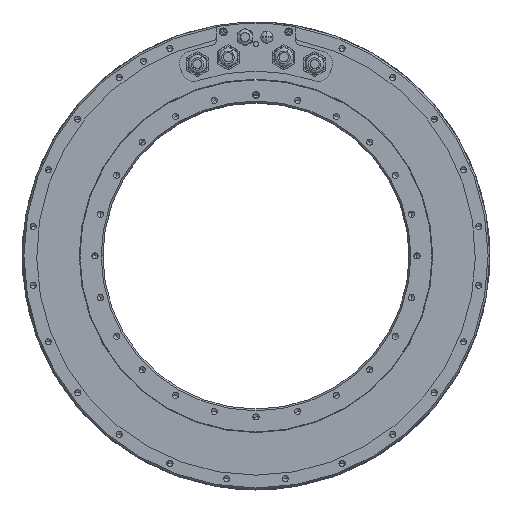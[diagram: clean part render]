
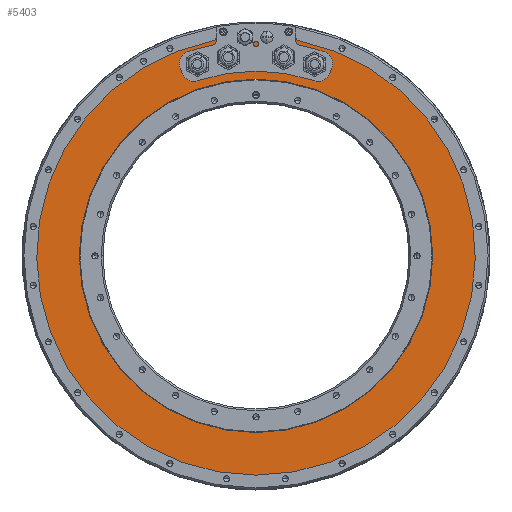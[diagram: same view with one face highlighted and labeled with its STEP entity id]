
A CAD part, top view. The second image highlights one B-rep face of the part: STEP entity #5403.
In plain terms, the highlighted planar face has unit normal (0, 0, 1).
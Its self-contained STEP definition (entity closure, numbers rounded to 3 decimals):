
#1503=CARTESIAN_POINT('',(36.25,180.394,-0.15));
#1504=DIRECTION('',(0.,0.,-1.));
#1505=DIRECTION('',(-0.197,-0.98,0.));
#1506=AXIS2_PLACEMENT_3D('',#1503,#1504,#1505);
#1512=CARTESIAN_POINT('',(0.,0.,-0.15));
#1513=DIRECTION('',(0.,0.,1.));
#1514=DIRECTION('',(0.182,0.983,0.));
#1515=AXIS2_PLACEMENT_3D('',#1512,#1513,#1514);
#1526=CARTESIAN_POINT('',(0.,0.,-0.15));
#1527=DIRECTION('',(0.,0.,1.));
#1528=DIRECTION('',(-1.,0.,0.));
#1529=AXIS2_PLACEMENT_3D('',#1526,#1527,#1528);
#1540=CARTESIAN_POINT('',(0.,0.,-0.15));
#1541=DIRECTION('',(0.,0.,1.));
#1542=DIRECTION('',(1.,0.,0.));
#1543=AXIS2_PLACEMENT_3D('',#1540,#1541,#1542);
#1572=CARTESIAN_POINT('',(0.,0.,-0.15));
#1573=DIRECTION('',(0.,0.,1.));
#1574=DIRECTION('',(-0.197,0.98,0.));
#1575=AXIS2_PLACEMENT_3D('',#1572,#1573,#1574);
#1581=CARTESIAN_POINT('',(-36.25,180.394,-0.15));
#1582=DIRECTION('',(0.,0.,1.));
#1583=DIRECTION('',(0.197,-0.98,0.));
#1584=AXIS2_PLACEMENT_3D('',#1581,#1582,#1583);
#3375=CARTESIAN_POINT('',(-145.482,0.,-0.15));
#3376=CARTESIAN_POINT('',(145.482,0.,-0.15));
#3377=VERTEX_POINT('',#3375);
#3378=VERTEX_POINT('',#3376);
#3393=CARTESIAN_POINT('',(35.56,176.962,-0.15));
#3394=CARTESIAN_POINT('',(33.051,178.974,-0.15));
#3395=VERTEX_POINT('',#3393);
#3396=VERTEX_POINT('',#3394);
#3399=CARTESIAN_POINT('',(-35.56,176.962,-0.15));
#3400=CARTESIAN_POINT('',(-33.051,178.974,-0.15));
#3401=VERTEX_POINT('',#3399);
#3402=VERTEX_POINT('',#3400);
#5383=CARTESIAN_POINT('',(0.,0.,-0.15));
#5384=DIRECTION('',(0.,0.,1.));
#5385=DIRECTION('',(1.,0.,0.));
#5386=AXIS2_PLACEMENT_3D('',#5383,#5384,#5385);
#5387=PLANE('',#5386);
#5389=ORIENTED_EDGE('',*,*,#5388,.F.);
#5391=ORIENTED_EDGE('',*,*,#5390,.T.);
#5393=ORIENTED_EDGE('',*,*,#5392,.F.);
#5394=ORIENTED_EDGE('',*,*,#5373,.F.);
#5395=EDGE_LOOP('',(#5389,#5391,#5393,#5394));
#5396=FACE_OUTER_BOUND('',#5395,.F.);
#5398=ORIENTED_EDGE('',*,*,#5397,.T.);
#5400=ORIENTED_EDGE('',*,*,#5399,.T.);
#5401=EDGE_LOOP('',(#5398,#5400));
#5402=FACE_BOUND('',#5401,.F.);
#1507=CIRCLE('',#1506,3.5);
#1516=CIRCLE('',#1515,182.);
#1530=CIRCLE('',#1529,145.482);
#1544=CIRCLE('',#1543,145.482);
#1576=CIRCLE('',#1575,180.5);
#1585=CIRCLE('',#1584,3.5);
#5373=EDGE_CURVE('',#3395,#3396,#1507,.T.);
#5388=EDGE_CURVE('',#3401,#3395,#1576,.T.);
#5390=EDGE_CURVE('',#3401,#3402,#1585,.T.);
#5392=EDGE_CURVE('',#3396,#3402,#1516,.T.);
#5397=EDGE_CURVE('',#3377,#3378,#1530,.T.);
#5399=EDGE_CURVE('',#3378,#3377,#1544,.T.);
#5403=ADVANCED_FACE('',(#5396,#5402),#5387,.T.);
